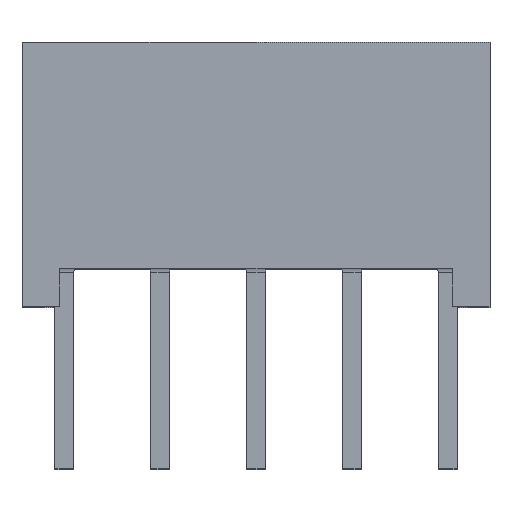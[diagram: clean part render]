
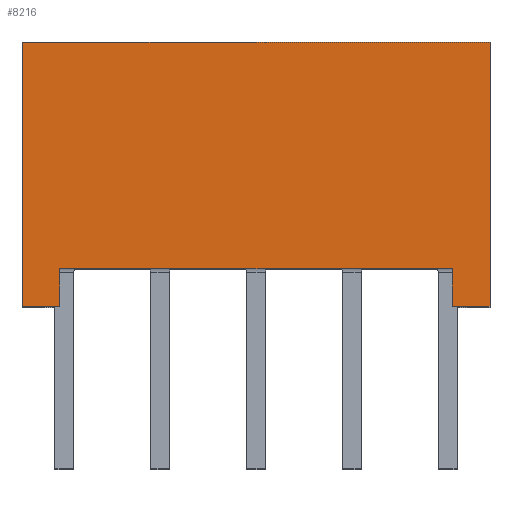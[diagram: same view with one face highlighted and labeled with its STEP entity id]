
A CAD part, top view. The second image highlights one B-rep face of the part: STEP entity #8216.
In plain terms, the highlighted planar face has unit normal (0, 0, 1).
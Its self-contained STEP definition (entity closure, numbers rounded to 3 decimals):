
#791 = CARTESIAN_POINT ( 'NONE',  ( 11.4, 0., 0. ) ) ;
#797 = CARTESIAN_POINT ( 'NONE',  ( 1., 0., 0. ) ) ;
#799 = CARTESIAN_POINT ( 'NONE',  ( 11.4, -1., 0. ) ) ;
#808 = CARTESIAN_POINT ( 'NONE',  ( 1., -1., 0. ) ) ;
#815 = CARTESIAN_POINT ( 'NONE',  ( 0., -1., 0. ) ) ;
#1866 = CARTESIAN_POINT ( 'NONE',  ( 1., -1., 0. ) ) ;
#1869 = DIRECTION ( 'NONE',  ( 0., 1., 0. ) ) ;
#1952 = CARTESIAN_POINT ( 'NONE',  ( 11.4, -1., 0. ) ) ;
#1953 = DIRECTION ( 'NONE',  ( -1., 0., 0. ) ) ;
#2292 = EDGE_CURVE ( 'NONE', #6883, #6879, #5386, .T. ) ;
#2306 = EDGE_CURVE ( 'NONE', #6921, #6893, #5410, .T. ) ;
#2375 = EDGE_CURVE ( 'NONE', #6884, #6879, #5028, .T. ) ;
#2383 = EDGE_CURVE ( 'NONE', #6921, #6913, #5038, .T. ) ;
#2409 = EDGE_CURVE ( 'NONE', #6889, #6893, #4943, .T. ) ;
#2709 = EDGE_CURVE ( 'NONE', #6889, #6883, #6259, .T. ) ;
#2751 = EDGE_CURVE ( 'NONE', #6922, #6884, #6075, .T. ) ;
#2862 = EDGE_CURVE ( 'NONE', #6913, #6922, #6229, .T. ) ;
#3265 = CARTESIAN_POINT ( 'NONE',  ( 12.4, 6., 0. ) ) ;
#3266 = DIRECTION ( 'NONE',  ( 0., -1., 0. ) ) ;
#3580 = CARTESIAN_POINT ( 'NONE',  ( 12.4, 6., 0. ) ) ;
#3588 = CARTESIAN_POINT ( 'NONE',  ( 0., 6., 0. ) ) ;
#3589 = CARTESIAN_POINT ( 'NONE',  ( 12.4, -1., 0. ) ) ;
#3906 = CARTESIAN_POINT ( 'NONE',  ( 0., 6., 0. ) ) ;
#3913 = PLANE ( 'NONE',  #4732 ) ;
#3915 = DIRECTION ( 'NONE',  ( 0., 0., -1. ) ) ;
#3916 = DIRECTION ( 'NONE',  ( -1., 0., 0. ) ) ;
#4247 = DIRECTION ( 'NONE',  ( 0., -1., 0. ) ) ;
#4254 = CARTESIAN_POINT ( 'NONE',  ( 0., 6., 0. ) ) ;
#4274 = DIRECTION ( 'NONE',  ( 1., 0., 0. ) ) ;
#4296 = CARTESIAN_POINT ( 'NONE',  ( 0., 0., 0. ) ) ;
#4732 = AXIS2_PLACEMENT_3D ( 'NONE', #3906, #3915, #3916 ) ;
#4922 = VECTOR ( 'NONE', #7967, 1000. ) ;
#4943 = LINE ( 'NONE', #7996, #4922 ) ;
#5022 = VECTOR ( 'NONE', #7924, 1000. ) ;
#5028 = LINE ( 'NONE', #7922, #5022 ) ;
#5038 = LINE ( 'NONE', #8050, #5041 ) ;
#5041 = VECTOR ( 'NONE', #8048, 1000. ) ;
#5386 = LINE ( 'NONE', #4296, #5389 ) ;
#5389 = VECTOR ( 'NONE', #4274, 1000. ) ;
#5410 = LINE ( 'NONE', #4254, #5415 ) ;
#5415 = VECTOR ( 'NONE', #4247, 1000. ) ;
#6044 = VECTOR ( 'NONE', #1953, 1000. ) ;
#6075 = LINE ( 'NONE', #1952, #6044 ) ;
#6229 = LINE ( 'NONE', #3265, #6411 ) ;
#6259 = LINE ( 'NONE', #1866, #6505 ) ;
#6411 = VECTOR ( 'NONE', #3266, 1000. ) ;
#6505 = VECTOR ( 'NONE', #1869, 1000. ) ;
#6637 = FACE_OUTER_BOUND ( 'NONE', #8440, .T. ) ;
#6879 = VERTEX_POINT ( 'NONE', #791 ) ;
#6883 = VERTEX_POINT ( 'NONE', #797 ) ;
#6884 = VERTEX_POINT ( 'NONE', #799 ) ;
#6889 = VERTEX_POINT ( 'NONE', #808 ) ;
#6893 = VERTEX_POINT ( 'NONE', #815 ) ;
#6913 = VERTEX_POINT ( 'NONE', #3580 ) ;
#6921 = VERTEX_POINT ( 'NONE', #3588 ) ;
#6922 = VERTEX_POINT ( 'NONE', #3589 ) ;
#7922 = CARTESIAN_POINT ( 'NONE',  ( 11.4, -1., 0. ) ) ;
#7924 = DIRECTION ( 'NONE',  ( 0., 1., 0. ) ) ;
#7967 = DIRECTION ( 'NONE',  ( -1., 0., 0. ) ) ;
#7996 = CARTESIAN_POINT ( 'NONE',  ( 1., -1., 0. ) ) ;
#8048 = DIRECTION ( 'NONE',  ( 1., 0., 0. ) ) ;
#8050 = CARTESIAN_POINT ( 'NONE',  ( 0., 6., 0. ) ) ;
#8087 = ORIENTED_EDGE ( 'NONE', *, *, #2306, .T. ) ;
#8100 = ORIENTED_EDGE ( 'NONE', *, *, #2862, .F. ) ;
#8120 = ORIENTED_EDGE ( 'NONE', *, *, #2709, .T. ) ;
#8130 = ORIENTED_EDGE ( 'NONE', *, *, #2751, .F. ) ;
#8138 = ORIENTED_EDGE ( 'NONE', *, *, #2383, .F. ) ;
#8148 = ORIENTED_EDGE ( 'NONE', *, *, #2409, .F. ) ;
#8154 = ORIENTED_EDGE ( 'NONE', *, *, #2375, .F. ) ;
#8157 = ORIENTED_EDGE ( 'NONE', *, *, #2292, .T. ) ;
#8216 = ADVANCED_FACE ( 'NONE', ( #6637 ), #3913, .F. ) ;
#8440 = EDGE_LOOP ( 'NONE', ( #8087, #8148, #8120, #8157, #8154, #8130, #8100, #8138 ) ) ;
